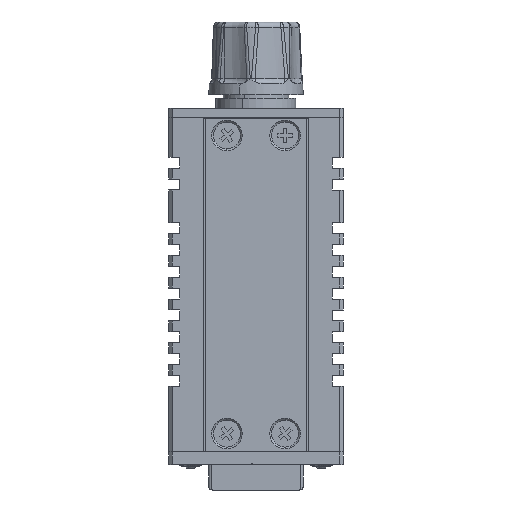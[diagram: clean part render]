
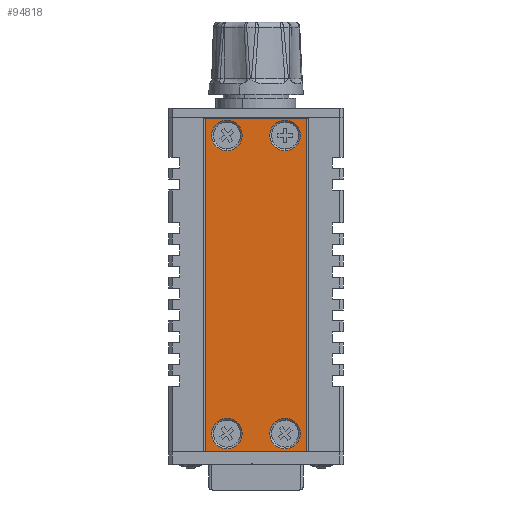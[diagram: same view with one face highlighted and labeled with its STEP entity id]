
A CAD part, front view. The second image highlights one B-rep face of the part: STEP entity #94818.
In plain terms, the highlighted planar face has unit normal (0, -1, 0).
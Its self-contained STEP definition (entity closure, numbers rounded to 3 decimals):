
#4279 = ORIENTED_EDGE ( 'NONE', *, *, #18435, .T. ) ;
#4839 = VERTEX_POINT ( 'NONE', #84044 ) ;
#5384 = EDGE_CURVE ( 'NONE', #128557, #125673, #43029, .T. ) ;
#8083 = VERTEX_POINT ( 'NONE', #64217 ) ;
#8965 = EDGE_LOOP ( 'NONE', ( #118657, #11960 ) ) ;
#9233 = FACE_BOUND ( 'NONE', #8965, .T. ) ;
#9648 = ORIENTED_EDGE ( 'NONE', *, *, #122545, .T. ) ;
#9995 = VECTOR ( 'NONE', #47372, 1000. ) ;
#11960 = ORIENTED_EDGE ( 'NONE', *, *, #81751, .T. ) ;
#12461 = CIRCLE ( 'NONE', #61737, 4.2 ) ;
#12908 = ORIENTED_EDGE ( 'NONE', *, *, #77645, .T. ) ;
#13727 = VERTEX_POINT ( 'NONE', #16368 ) ;
#15256 = VECTOR ( 'NONE', #80480, 1000. ) ;
#16296 = DIRECTION ( 'NONE',  ( 0., 1., 0. ) ) ;
#16368 = CARTESIAN_POINT ( 'NONE',  ( -27.471, 3.047, -6.472 ) ) ;
#16904 = ORIENTED_EDGE ( 'NONE', *, *, #112378, .T. ) ;
#18435 = EDGE_CURVE ( 'NONE', #125673, #128557, #134979, .T. ) ;
#19816 = CARTESIAN_POINT ( 'NONE',  ( -3.471, 3.047, -97.472 ) ) ;
#22366 = VERTEX_POINT ( 'NONE', #87186 ) ;
#22935 = CARTESIAN_POINT ( 'NONE',  ( -27.471, 3.047, -92.672 ) ) ;
#23507 = AXIS2_PLACEMENT_3D ( 'NONE', #133194, #83981, #94801 ) ;
#23590 = AXIS2_PLACEMENT_3D ( 'NONE', #43624, #123077, #81160 ) ;
#23620 = VECTOR ( 'NONE', #134665, 1000. ) ;
#24716 = CIRCLE ( 'NONE', #51722, 4.2 ) ;
#26831 = CIRCLE ( 'NONE', #81326, 4.2 ) ;
#27420 = PLANE ( 'NONE',  #99338 ) ;
#28707 = CARTESIAN_POINT ( 'NONE',  ( -11.471, 3.047, -92.672 ) ) ;
#34021 = CARTESIAN_POINT ( 'NONE',  ( -27.471, 3.047, -92.672 ) ) ;
#34070 = CARTESIAN_POINT ( 'NONE',  ( -5.471, 3.047, -97.672 ) ) ;
#34640 = CARTESIAN_POINT ( 'NONE',  ( -33.471, 3.047, -97.672 ) ) ;
#34686 = DIRECTION ( 'NONE',  ( 0., 0., 1. ) ) ;
#35799 = CARTESIAN_POINT ( 'NONE',  ( -3.471, 3.047, -5.872 ) ) ;
#37396 = ORIENTED_EDGE ( 'NONE', *, *, #5384, .T. ) ;
#39551 = CIRCLE ( 'NONE', #117917, 4.2 ) ;
#40014 = FACE_BOUND ( 'NONE', #127200, .T. ) ;
#40318 = DIRECTION ( 'NONE',  ( 0., 0., 1. ) ) ;
#41805 = AXIS2_PLACEMENT_3D ( 'NONE', #28707, #109602, #40318 ) ;
#43029 = CIRCLE ( 'NONE', #23590, 4.2 ) ;
#43136 = CARTESIAN_POINT ( 'NONE',  ( -11.471, 3.047, -96.872 ) ) ;
#43189 = EDGE_CURVE ( 'NONE', #103727, #63744, #95555, .T. ) ;
#43624 = CARTESIAN_POINT ( 'NONE',  ( -11.471, 3.047, -10.672 ) ) ;
#45547 = DIRECTION ( 'NONE',  ( 0., 0., 1. ) ) ;
#47372 = DIRECTION ( 'NONE',  ( -1., 0., 0. ) ) ;
#49331 = EDGE_CURVE ( 'NONE', #63744, #103727, #39551, .T. ) ;
#51722 = AXIS2_PLACEMENT_3D ( 'NONE', #59650, #140618, #71217 ) ;
#52232 = CARTESIAN_POINT ( 'NONE',  ( -11.471, 3.047, -6.472 ) ) ;
#59650 = CARTESIAN_POINT ( 'NONE',  ( -27.471, 3.047, -10.672 ) ) ;
#60009 = DIRECTION ( 'NONE',  ( 0., 1., 0. ) ) ;
#61737 = AXIS2_PLACEMENT_3D ( 'NONE', #22935, #103858, #34686 ) ;
#63744 = VERTEX_POINT ( 'NONE', #117290 ) ;
#64217 = CARTESIAN_POINT ( 'NONE',  ( -27.471, 3.047, -88.472 ) ) ;
#65392 = DIRECTION ( 'NONE',  ( 0., 1., 0. ) ) ;
#67068 = FACE_OUTER_BOUND ( 'NONE', #68239, .T. ) ;
#68239 = EDGE_LOOP ( 'NONE', ( #92787, #9648, #16904, #130262 ) ) ;
#68801 = DIRECTION ( 'NONE',  ( 0., 0., 1. ) ) ;
#71217 = DIRECTION ( 'NONE',  ( 0., 0., 1. ) ) ;
#73549 = VERTEX_POINT ( 'NONE', #84502 ) ;
#74818 = CARTESIAN_POINT ( 'NONE',  ( -5.471, 3.047, -5.872 ) ) ;
#76744 = LINE ( 'NONE', #34640, #15256 ) ;
#77532 = LINE ( 'NONE', #34070, #104681 ) ;
#77645 = EDGE_CURVE ( 'NONE', #13727, #81217, #24716, .T. ) ;
#80480 = DIRECTION ( 'NONE',  ( 0., 0., -1. ) ) ;
#81160 = DIRECTION ( 'NONE',  ( 0., 0., 1. ) ) ;
#81217 = VERTEX_POINT ( 'NONE', #128190 ) ;
#81326 = AXIS2_PLACEMENT_3D ( 'NONE', #34021, #114864, #45547 ) ;
#81751 = EDGE_CURVE ( 'NONE', #8083, #4839, #26831, .T. ) ;
#82739 = EDGE_CURVE ( 'NONE', #144511, #73549, #76744, .T. ) ;
#83981 = DIRECTION ( 'NONE',  ( 0., 1., 0. ) ) ;
#84044 = CARTESIAN_POINT ( 'NONE',  ( -27.471, 3.047, -96.872 ) ) ;
#84502 = CARTESIAN_POINT ( 'NONE',  ( -33.471, 3.047, -97.472 ) ) ;
#85430 = CARTESIAN_POINT ( 'NONE',  ( -3.471, 3.047, -5.672 ) ) ;
#86873 = EDGE_CURVE ( 'NONE', #22366, #73549, #146735, .T. ) ;
#87186 = CARTESIAN_POINT ( 'NONE',  ( -5.471, 3.047, -97.472 ) ) ;
#88231 = ORIENTED_EDGE ( 'NONE', *, *, #43189, .T. ) ;
#88394 = ORIENTED_EDGE ( 'NONE', *, *, #49331, .T. ) ;
#92787 = ORIENTED_EDGE ( 'NONE', *, *, #86873, .F. ) ;
#94801 = DIRECTION ( 'NONE',  ( 0., 0., 1. ) ) ;
#94818 = ADVANCED_FACE ( 'NONE', ( #97812, #40014, #9233, #128702, #67068 ), #27420, .F. ) ;
#95555 = CIRCLE ( 'NONE', #41805, 4.2 ) ;
#97107 = DIRECTION ( 'NONE',  ( 0., 0., 1. ) ) ;
#97812 = FACE_BOUND ( 'NONE', #109785, .T. ) ;
#99338 = AXIS2_PLACEMENT_3D ( 'NONE', #85430, #16296, #97107 ) ;
#102230 = LINE ( 'NONE', #35799, #9995 ) ;
#103727 = VERTEX_POINT ( 'NONE', #43136 ) ;
#103858 = DIRECTION ( 'NONE',  ( 0., 1., 0. ) ) ;
#104681 = VECTOR ( 'NONE', #68801, 1000. ) ;
#109602 = DIRECTION ( 'NONE',  ( 0., 1., 0. ) ) ;
#109785 = EDGE_LOOP ( 'NONE', ( #4279, #37396 ) ) ;
#112378 = EDGE_CURVE ( 'NONE', #141887, #144511, #102230, .T. ) ;
#114864 = DIRECTION ( 'NONE',  ( 0., 1., 0. ) ) ;
#115082 = ORIENTED_EDGE ( 'NONE', *, *, #124749, .T. ) ;
#117290 = CARTESIAN_POINT ( 'NONE',  ( -11.471, 3.047, -88.472 ) ) ;
#117534 = AXIS2_PLACEMENT_3D ( 'NONE', #129349, #60009, #140975 ) ;
#117917 = AXIS2_PLACEMENT_3D ( 'NONE', #134753, #65392, #146335 ) ;
#118657 = ORIENTED_EDGE ( 'NONE', *, *, #142712, .T. ) ;
#122545 = EDGE_CURVE ( 'NONE', #22366, #141887, #77532, .T. ) ;
#123077 = DIRECTION ( 'NONE',  ( 0., 1., 0. ) ) ;
#124155 = CARTESIAN_POINT ( 'NONE',  ( -33.471, 3.047, -5.872 ) ) ;
#124749 = EDGE_CURVE ( 'NONE', #81217, #13727, #148760, .T. ) ;
#125673 = VERTEX_POINT ( 'NONE', #129758 ) ;
#127200 = EDGE_LOOP ( 'NONE', ( #88231, #88394 ) ) ;
#128190 = CARTESIAN_POINT ( 'NONE',  ( -27.471, 3.047, -14.872 ) ) ;
#128557 = VERTEX_POINT ( 'NONE', #52232 ) ;
#128702 = FACE_BOUND ( 'NONE', #134870, .T. ) ;
#129349 = CARTESIAN_POINT ( 'NONE',  ( -27.471, 3.047, -10.672 ) ) ;
#129758 = CARTESIAN_POINT ( 'NONE',  ( -11.471, 3.047, -14.872 ) ) ;
#130262 = ORIENTED_EDGE ( 'NONE', *, *, #82739, .T. ) ;
#133194 = CARTESIAN_POINT ( 'NONE',  ( -11.471, 3.047, -10.672 ) ) ;
#134665 = DIRECTION ( 'NONE',  ( -1., 0., 0. ) ) ;
#134753 = CARTESIAN_POINT ( 'NONE',  ( -11.471, 3.047, -92.672 ) ) ;
#134870 = EDGE_LOOP ( 'NONE', ( #115082, #12908 ) ) ;
#134979 = CIRCLE ( 'NONE', #23507, 4.2 ) ;
#140618 = DIRECTION ( 'NONE',  ( 0., 1., 0. ) ) ;
#140975 = DIRECTION ( 'NONE',  ( 0., 0., 1. ) ) ;
#141887 = VERTEX_POINT ( 'NONE', #74818 ) ;
#142712 = EDGE_CURVE ( 'NONE', #4839, #8083, #12461, .T. ) ;
#144511 = VERTEX_POINT ( 'NONE', #124155 ) ;
#146335 = DIRECTION ( 'NONE',  ( 0., 0., 1. ) ) ;
#146735 = LINE ( 'NONE', #19816, #23620 ) ;
#148760 = CIRCLE ( 'NONE', #117534, 4.2 ) ;
